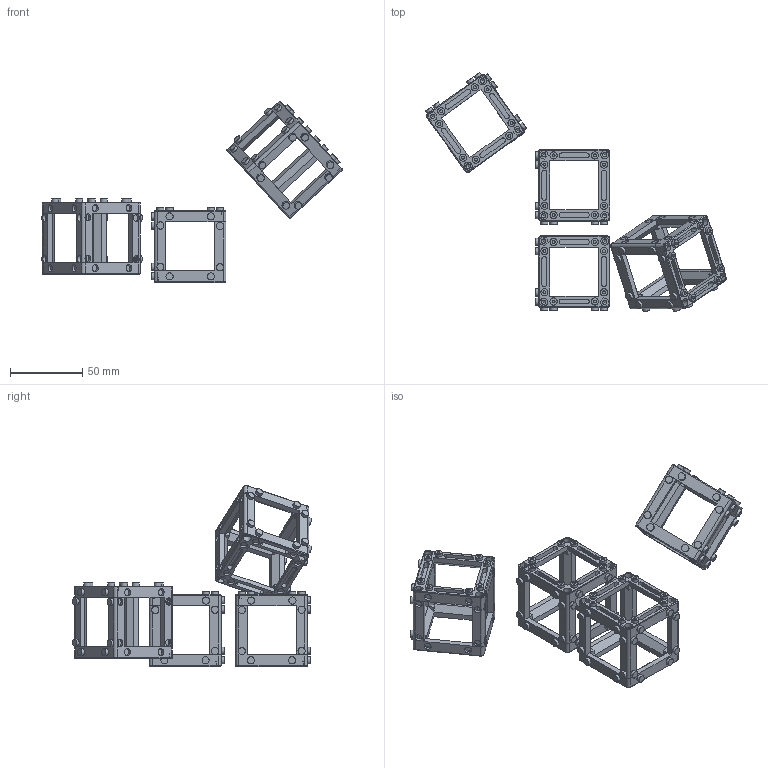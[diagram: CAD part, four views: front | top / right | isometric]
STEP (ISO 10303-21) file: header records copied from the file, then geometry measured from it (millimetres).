
FILE_DESCRIPTION(/* description */ (''),/* implementation_level */ '2;1');
FILE_NAME(/* name */ 'Assembly_Cube_noBP.iam.step',/* time_stamp */ '2022-11-29T09:08:38+01:00',/* author */ ('UC2'),/* organization */ (''),/* preprocessor_version */ 'ST-DEVELOPER v18.1',/* originating_system */ 'Autodesk Inventor 2022',/* authorisation */ '');
FILE_SCHEMA (('AUTOMOTIVE_DESIGN { 1 0 10303 214 3 1 1 }'));
Length unit declared in the file: millimetre
Products named in the file (3): Assembly_Cube_noBP; 10_Cube_1x1_IM; 10_Cube_1x1_IM_1
Assembly tree (8 placements, depth 2):
  Assembly_Cube_noBP
    10_Cube_1x1_IM  x4
    10_Cube_1x1_IM_1  x4
Bounding box: 208.78 x 165.95 x 125.59 mm (x, y, z)
Volume: 88759.9 mm3; surface area: 76888.1 mm2
Topology: 8 solids, 8 shells, 1544 faces, 3848 edges, 2480 vertices
Faces by surface type: plane 904, cylinder 576, torus 32, cone 32
Full cylindrical faces by diameter (mm): 2.05 x32, 2.8 x16, 3.1 x32, 4.95 x192, 5.5 x16
Entity records: 11814 total; most frequent: CARTESIAN_POINT 2147, DIRECTION 2062, ORIENTED_EDGE 1908, EDGE_CURVE 954, AXIS2_PLACEMENT_3D 737, VERTEX_POINT 620, LINE 588, VECTOR 588
